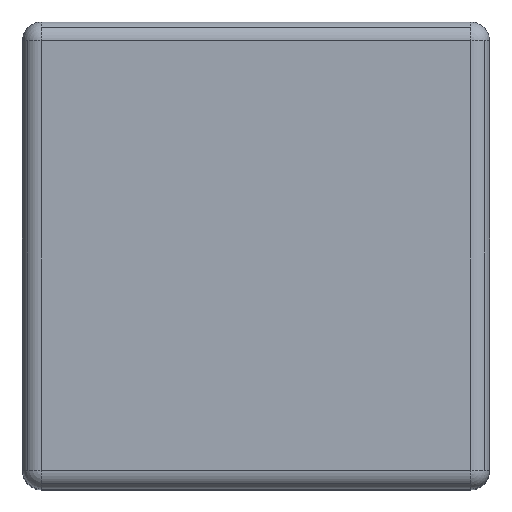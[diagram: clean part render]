
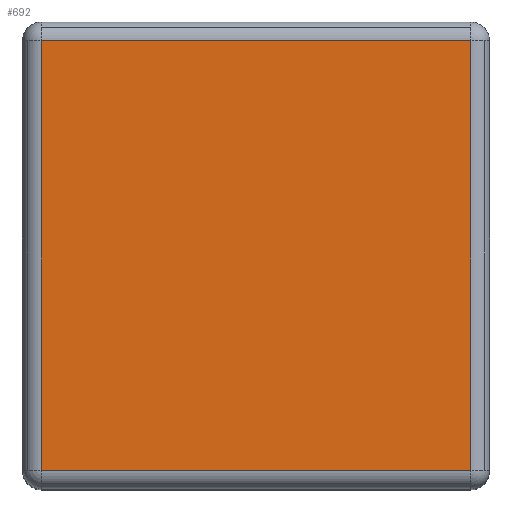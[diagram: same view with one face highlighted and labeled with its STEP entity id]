
A CAD part, top view. The second image highlights one B-rep face of the part: STEP entity #692.
In plain terms, the highlighted planar face has unit normal (0, 0, 1).
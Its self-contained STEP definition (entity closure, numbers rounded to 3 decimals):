
#248=CARTESIAN_POINT('',(-3.45,-3.45,9.0));
#249=VERTEX_POINT('',#248);
#257=CARTESIAN_POINT('',(-3.45,3.45,9.0));
#258=VERTEX_POINT('',#257);
#259=CARTESIAN_POINT('',(-3.45,-3.45,9.0));
#260=DIRECTION('',(0.0,1.0,0.0));
#261=VECTOR('',#260,6.9);
#262=LINE('',#259,#261);
#263=EDGE_CURVE('',#249,#258,#262,.T.);
#290=CARTESIAN_POINT('',(3.45,-3.45,9.0));
#291=VERTEX_POINT('',#290);
#299=CARTESIAN_POINT('',(3.45,-3.45,9.0));
#300=DIRECTION('',(-1.0,0.0,0.0));
#301=VECTOR('',#300,6.9);
#302=LINE('',#299,#301);
#303=EDGE_CURVE('',#291,#249,#302,.T.);
#330=CARTESIAN_POINT('',(3.45,3.45,9.0));
#331=VERTEX_POINT('',#330);
#339=CARTESIAN_POINT('',(3.45,3.45,9.0));
#340=DIRECTION('',(0.0,-1.0,0.0));
#341=VECTOR('',#340,6.9);
#342=LINE('',#339,#341);
#343=EDGE_CURVE('',#331,#291,#342,.T.);
#377=CARTESIAN_POINT('',(-3.45,3.45,9.0));
#378=DIRECTION('',(1.0,0.0,0.0));
#379=VECTOR('',#378,6.9);
#380=LINE('',#377,#379);
#381=EDGE_CURVE('',#258,#331,#380,.T.);
#681=CARTESIAN_POINT('',(0.,0.,9.0));
#682=DIRECTION('',(0.0,0.0,1.0));
#683=DIRECTION('',(1.0,0.0,0.0));
#684=AXIS2_PLACEMENT_3D('',#681,#682,#683);
#685=PLANE('',#684);
#686=ORIENTED_EDGE('',*,*,#381,.F.);
#687=ORIENTED_EDGE('',*,*,#263,.F.);
#688=ORIENTED_EDGE('',*,*,#303,.F.);
#689=ORIENTED_EDGE('',*,*,#343,.F.);
#690=EDGE_LOOP('',(#686,#687,#688,#689));
#691=FACE_OUTER_BOUND('',#690,.T.);
#692=ADVANCED_FACE('',(#691),#685,.T.);
